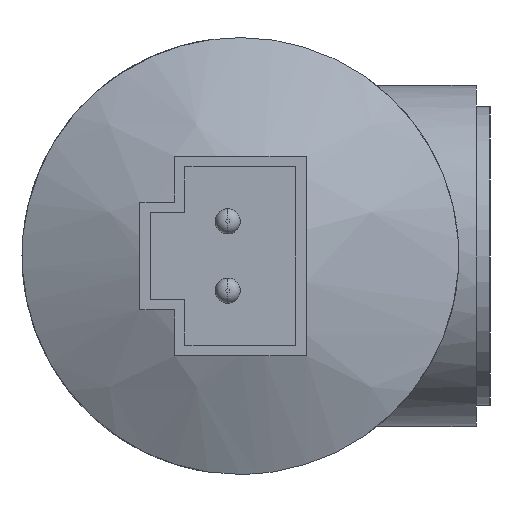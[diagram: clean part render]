
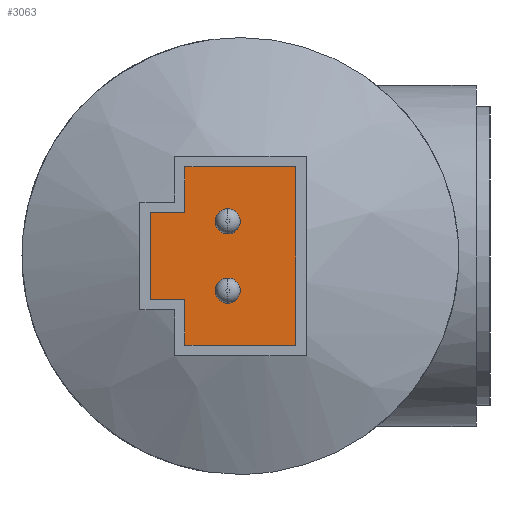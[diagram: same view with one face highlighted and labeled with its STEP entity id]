
A CAD part, left-side view. The second image highlights one B-rep face of the part: STEP entity #3063.
In plain terms, the highlighted planar face has unit normal (-1, 0, 0).
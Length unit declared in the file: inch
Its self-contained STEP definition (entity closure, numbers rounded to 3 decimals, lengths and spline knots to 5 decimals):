
#27 = FACE_BOUND ( 'NONE', #4640, .T. ) ;
#30 = AXIS2_PLACEMENT_3D ( 'NONE', #3843, #501, #4371 ) ;
#55 = EDGE_CURVE ( 'NONE', #4208, #4396, #1751, .T. ) ;
#59 = CARTESIAN_POINT ( 'NONE',  ( -6.35, -0.19, 0.2875 ) ) ;
#202 = EDGE_CURVE ( 'NONE', #1248, #1958, #4931, .T. ) ;
#203 = VECTOR ( 'NONE', #1004, 39.37008 ) ;
#312 = CARTESIAN_POINT ( 'NONE',  ( -6.35, 0.26, -0.125 ) ) ;
#318 = ORIENTED_EDGE ( 'NONE', *, *, #6456, .T. ) ;
#439 = CARTESIAN_POINT ( 'NONE',  ( -6.35, 0.26, -0.125 ) ) ;
#501 = DIRECTION ( 'NONE',  ( -1., 0., 0. ) ) ;
#590 = VERTEX_POINT ( 'NONE', #312 ) ;
#630 = DIRECTION ( 'NONE',  ( 0., 0., 1. ) ) ;
#719 = CARTESIAN_POINT ( 'NONE',  ( -6.35, 0.26, 0.125 ) ) ;
#805 = AXIS2_PLACEMENT_3D ( 'NONE', #4195, #4308, #4240 ) ;
#1004 = DIRECTION ( 'NONE',  ( 0., -1., 0. ) ) ;
#1108 = VECTOR ( 'NONE', #3531, 39.37008 ) ;
#1132 = CARTESIAN_POINT ( 'NONE',  ( -6.35, 0.16, 0.2575 ) ) ;
#1192 = VERTEX_POINT ( 'NONE', #4301 ) ;
#1202 = VECTOR ( 'NONE', #5230, 39.37008 ) ;
#1242 = DIRECTION ( 'NONE',  ( -1., 0., 0. ) ) ;
#1248 = VERTEX_POINT ( 'NONE', #3329 ) ;
#1308 = LINE ( 'NONE', #6371, #2793 ) ;
#1475 = EDGE_CURVE ( 'NONE', #3091, #1248, #6717, .T. ) ;
#1483 = CIRCLE ( 'NONE', #6173, 0.03639 ) ;
#1619 = EDGE_LOOP ( 'NONE', ( #3971, #6691 ) ) ;
#1666 = CARTESIAN_POINT ( 'NONE',  ( -6.35, 0.03639, 0.06361 ) ) ;
#1681 = FACE_BOUND ( 'NONE', #1619, .T. ) ;
#1751 = CIRCLE ( 'NONE', #805, 0.03639 ) ;
#1782 = VERTEX_POINT ( 'NONE', #6881 ) ;
#1811 = LINE ( 'NONE', #6551, #4745 ) ;
#1958 = VERTEX_POINT ( 'NONE', #7089 ) ;
#2270 = DIRECTION ( 'NONE',  ( 0., 0., -1. ) ) ;
#2287 = AXIS2_PLACEMENT_3D ( 'NONE', #59, #3960, #630 ) ;
#2683 = VERTEX_POINT ( 'NONE', #3490 ) ;
#2743 = DIRECTION ( 'NONE',  ( 0., 0., 1. ) ) ;
#2749 = VECTOR ( 'NONE', #3507, 39.37008 ) ;
#2793 = VECTOR ( 'NONE', #6909, 39.37008 ) ;
#2819 = VERTEX_POINT ( 'NONE', #5735 ) ;
#2839 = ORIENTED_EDGE ( 'NONE', *, *, #3472, .T. ) ;
#2894 = CARTESIAN_POINT ( 'NONE',  ( -6.35, 0.03639, -0.1 ) ) ;
#3063 = ADVANCED_FACE ( 'NONE', ( #1681, #3180, #27 ), #4471, .T. ) ;
#3091 = VERTEX_POINT ( 'NONE', #5035 ) ;
#3180 = FACE_OUTER_BOUND ( 'NONE', #4949, .T. ) ;
#3329 = CARTESIAN_POINT ( 'NONE',  ( -6.35, 0.16, 0.125 ) ) ;
#3348 = ORIENTED_EDGE ( 'NONE', *, *, #202, .T. ) ;
#3465 = DIRECTION ( 'NONE',  ( 0., 0., 1. ) ) ;
#3472 = EDGE_CURVE ( 'NONE', #1782, #3091, #1308, .T. ) ;
#3490 = CARTESIAN_POINT ( 'NONE',  ( -6.35, 0.03639, -0.06361 ) ) ;
#3507 = DIRECTION ( 'NONE',  ( 0., 0., -1. ) ) ;
#3531 = DIRECTION ( 'NONE',  ( 0., 0., -1. ) ) ;
#3540 = CIRCLE ( 'NONE', #30, 0.03639 ) ;
#3594 = CARTESIAN_POINT ( 'NONE',  ( -6.35, 0.16, 0.125 ) ) ;
#3618 = VERTEX_POINT ( 'NONE', #6256 ) ;
#3667 = DIRECTION ( 'NONE',  ( 0., 1., 0. ) ) ;
#3686 = VECTOR ( 'NONE', #3667, 39.37008 ) ;
#3796 = ORIENTED_EDGE ( 'NONE', *, *, #4741, .T. ) ;
#3843 = CARTESIAN_POINT ( 'NONE',  ( -6.35, 0.03639, 0.1 ) ) ;
#3880 = VECTOR ( 'NONE', #2270, 39.37008 ) ;
#3960 = DIRECTION ( 'NONE',  ( -1., 0., 0. ) ) ;
#3971 = ORIENTED_EDGE ( 'NONE', *, *, #4824, .F. ) ;
#4038 = ORIENTED_EDGE ( 'NONE', *, *, #5716, .F. ) ;
#4195 = CARTESIAN_POINT ( 'NONE',  ( -6.35, 0.03639, 0.1 ) ) ;
#4208 = VERTEX_POINT ( 'NONE', #6435 ) ;
#4215 = LINE ( 'NONE', #719, #2749 ) ;
#4240 = DIRECTION ( 'NONE',  ( 0., 0., 1. ) ) ;
#4301 = CARTESIAN_POINT ( 'NONE',  ( -6.35, 0.03639, -0.13639 ) ) ;
#4308 = DIRECTION ( 'NONE',  ( -1., 0., 0. ) ) ;
#4371 = DIRECTION ( 'NONE',  ( 0., 0., 1. ) ) ;
#4396 = VERTEX_POINT ( 'NONE', #1666 ) ;
#4471 = PLANE ( 'NONE',  #2287 ) ;
#4563 = CARTESIAN_POINT ( 'NONE',  ( -6.35, 0.03639, -0.1 ) ) ;
#4623 = LINE ( 'NONE', #439, #203 ) ;
#4640 = EDGE_LOOP ( 'NONE', ( #4038, #6752 ) ) ;
#4741 = EDGE_CURVE ( 'NONE', #3618, #1782, #1811, .T. ) ;
#4745 = VECTOR ( 'NONE', #2743, 39.37008 ) ;
#4824 = EDGE_CURVE ( 'NONE', #1192, #2683, #1483, .T. ) ;
#4883 = AXIS2_PLACEMENT_3D ( 'NONE', #2894, #6701, #3465 ) ;
#4931 = LINE ( 'NONE', #3594, #3686 ) ;
#4949 = EDGE_LOOP ( 'NONE', ( #6295, #318, #5570, #6034, #3796, #2839, #5149, #3348 ) ) ;
#5035 = CARTESIAN_POINT ( 'NONE',  ( -6.35, 0.16, 0.2575 ) ) ;
#5078 = DIRECTION ( 'NONE',  ( 0., 0., 1. ) ) ;
#5149 = ORIENTED_EDGE ( 'NONE', *, *, #1475, .T. ) ;
#5230 = DIRECTION ( 'NONE',  ( 0., -1., 0. ) ) ;
#5468 = LINE ( 'NONE', #6753, #1108 ) ;
#5527 = CIRCLE ( 'NONE', #4883, 0.03639 ) ;
#5553 = LINE ( 'NONE', #6327, #1202 ) ;
#5570 = ORIENTED_EDGE ( 'NONE', *, *, #6299, .T. ) ;
#5716 = EDGE_CURVE ( 'NONE', #4396, #4208, #3540, .T. ) ;
#5735 = CARTESIAN_POINT ( 'NONE',  ( -6.35, 0.16, -0.125 ) ) ;
#5796 = EDGE_CURVE ( 'NONE', #6222, #3618, #5553, .T. ) ;
#6034 = ORIENTED_EDGE ( 'NONE', *, *, #5796, .T. ) ;
#6173 = AXIS2_PLACEMENT_3D ( 'NONE', #4563, #1242, #5078 ) ;
#6217 = EDGE_CURVE ( 'NONE', #1958, #590, #4215, .T. ) ;
#6222 = VERTEX_POINT ( 'NONE', #6734 ) ;
#6256 = CARTESIAN_POINT ( 'NONE',  ( -6.35, -0.16, -0.2575 ) ) ;
#6295 = ORIENTED_EDGE ( 'NONE', *, *, #6217, .T. ) ;
#6299 = EDGE_CURVE ( 'NONE', #2819, #6222, #5468, .T. ) ;
#6327 = CARTESIAN_POINT ( 'NONE',  ( -6.35, 0.16, -0.2575 ) ) ;
#6371 = CARTESIAN_POINT ( 'NONE',  ( -6.35, -0.16, 0.2575 ) ) ;
#6435 = CARTESIAN_POINT ( 'NONE',  ( -6.35, 0.03639, 0.13639 ) ) ;
#6456 = EDGE_CURVE ( 'NONE', #590, #2819, #4623, .T. ) ;
#6551 = CARTESIAN_POINT ( 'NONE',  ( -6.35, -0.16, -0.2575 ) ) ;
#6691 = ORIENTED_EDGE ( 'NONE', *, *, #6809, .F. ) ;
#6701 = DIRECTION ( 'NONE',  ( -1., 0., 0. ) ) ;
#6717 = LINE ( 'NONE', #1132, #3880 ) ;
#6734 = CARTESIAN_POINT ( 'NONE',  ( -6.35, 0.16, -0.2575 ) ) ;
#6752 = ORIENTED_EDGE ( 'NONE', *, *, #55, .F. ) ;
#6753 = CARTESIAN_POINT ( 'NONE',  ( -6.35, 0.16, -0.125 ) ) ;
#6809 = EDGE_CURVE ( 'NONE', #2683, #1192, #5527, .T. ) ;
#6881 = CARTESIAN_POINT ( 'NONE',  ( -6.35, -0.16, 0.2575 ) ) ;
#6909 = DIRECTION ( 'NONE',  ( 0., 1., 0. ) ) ;
#7089 = CARTESIAN_POINT ( 'NONE',  ( -6.35, 0.26, 0.125 ) ) ;
